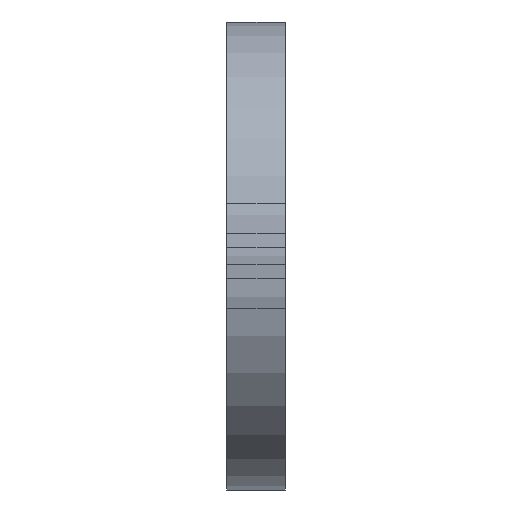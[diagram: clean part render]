
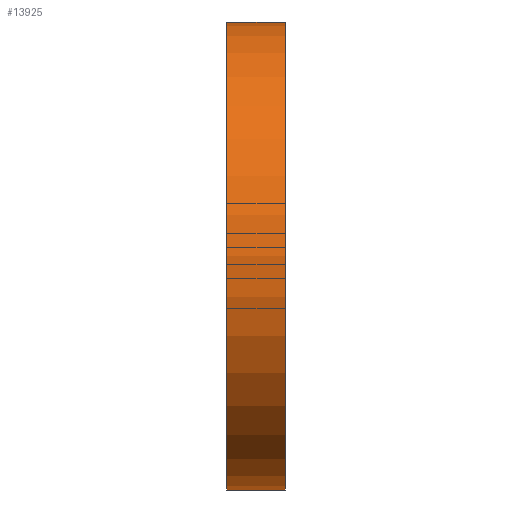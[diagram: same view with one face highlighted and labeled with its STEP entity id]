
A CAD part, left-side view. The second image highlights one B-rep face of the part: STEP entity #13925.
In plain terms, the highlighted cylindrical face has radius 38.1 mm (diameter 76.2 mm), a partial arc.
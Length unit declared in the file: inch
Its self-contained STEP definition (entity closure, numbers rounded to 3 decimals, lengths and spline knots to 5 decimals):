
#209 = EDGE_CURVE ( 'NONE', #5894, #4556, #21857, .T. ) ;
#555 = VERTEX_POINT ( 'NONE', #20503 ) ;
#1388 = VECTOR ( 'NONE', #2640, 39.37008 ) ;
#1783 = LINE ( 'NONE', #29238, #20243 ) ;
#2640 = DIRECTION ( 'NONE',  ( 0., -1., 0. ) ) ;
#4556 = VERTEX_POINT ( 'NONE', #14657 ) ;
#4740 = AXIS2_PLACEMENT_3D ( 'NONE', #28572, #14114, #31022 ) ;
#5894 = VERTEX_POINT ( 'NONE', #17040 ) ;
#7032 = FACE_OUTER_BOUND ( 'NONE', #25754, .T. ) ;
#7065 = CARTESIAN_POINT ( 'NONE',  ( -2.55006, 0.375, 0. ) ) ;
#8022 = VERTEX_POINT ( 'NONE', #20800 ) ;
#9468 = CARTESIAN_POINT ( 'NONE',  ( -2.55006, 0.375, 0. ) ) ;
#10489 = CIRCLE ( 'NONE', #4740, 1.5 ) ;
#11913 = DIRECTION ( 'NONE',  ( 0., 0., 1. ) ) ;
#12349 = DIRECTION ( 'NONE',  ( 0., -1., 0. ) ) ;
#12647 = EDGE_CURVE ( 'NONE', #555, #8022, #10489, .T. ) ;
#13435 = EDGE_CURVE ( 'NONE', #4556, #8022, #28560, .T. ) ;
#13925 = ADVANCED_FACE ( 'NONE', ( #7032 ), #24763, .T. ) ;
#14114 = DIRECTION ( 'NONE',  ( 0., 1., 0. ) ) ;
#14313 = ORIENTED_EDGE ( 'NONE', *, *, #12647, .T. ) ;
#14628 = AXIS2_PLACEMENT_3D ( 'NONE', #7065, #21578, #19048 ) ;
#14657 = CARTESIAN_POINT ( 'NONE',  ( -2.55006, 0.375, 1.5 ) ) ;
#17040 = CARTESIAN_POINT ( 'NONE',  ( -2.55006, 0.375, -1.5 ) ) ;
#17417 = ORIENTED_EDGE ( 'NONE', *, *, #13435, .F. ) ;
#19048 = DIRECTION ( 'NONE',  ( 0., 0., -1. ) ) ;
#19588 = CARTESIAN_POINT ( 'NONE',  ( -2.55006, 0.375, 1.5 ) ) ;
#20243 = VECTOR ( 'NONE', #12349, 39.37008 ) ;
#20503 = CARTESIAN_POINT ( 'NONE',  ( -2.55006, 0., -1.5 ) ) ;
#20800 = CARTESIAN_POINT ( 'NONE',  ( -2.55006, 0., 1.5 ) ) ;
#21578 = DIRECTION ( 'NONE',  ( 0., -1., 0. ) ) ;
#21857 = CIRCLE ( 'NONE', #21903, 1.5 ) ;
#21903 = AXIS2_PLACEMENT_3D ( 'NONE', #9468, #26338, #11913 ) ;
#23083 = ORIENTED_EDGE ( 'NONE', *, *, #209, .F. ) ;
#24161 = ORIENTED_EDGE ( 'NONE', *, *, #24872, .T. ) ;
#24763 = CYLINDRICAL_SURFACE ( 'NONE', #14628, 1.5 ) ;
#24872 = EDGE_CURVE ( 'NONE', #5894, #555, #1783, .T. ) ;
#25754 = EDGE_LOOP ( 'NONE', ( #14313, #17417, #23083, #24161 ) ) ;
#26338 = DIRECTION ( 'NONE',  ( 0., 1., 0. ) ) ;
#28560 = LINE ( 'NONE', #19588, #1388 ) ;
#28572 = CARTESIAN_POINT ( 'NONE',  ( -2.55006, 0., 0. ) ) ;
#29238 = CARTESIAN_POINT ( 'NONE',  ( -2.55006, 0.375, -1.5 ) ) ;
#31022 = DIRECTION ( 'NONE',  ( 0., 0., 1. ) ) ;
